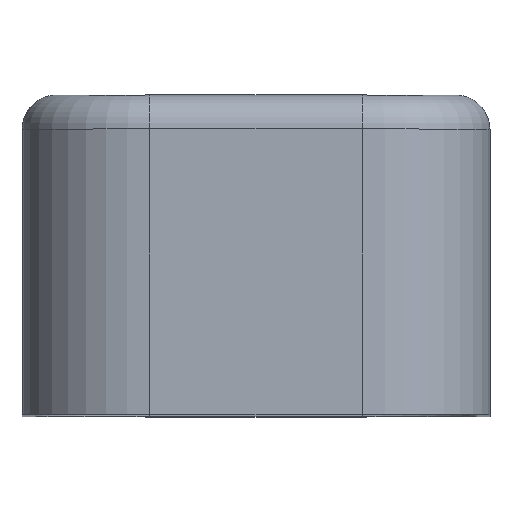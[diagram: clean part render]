
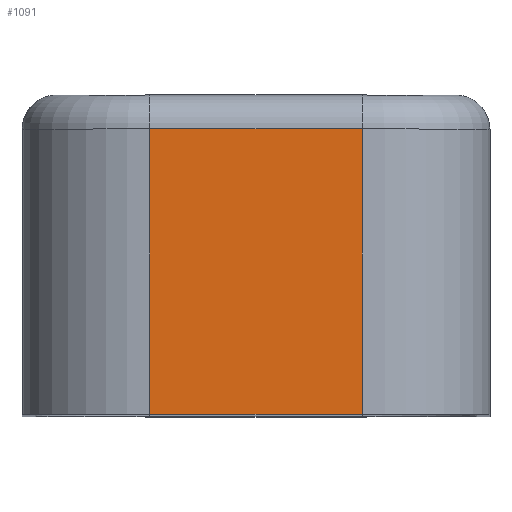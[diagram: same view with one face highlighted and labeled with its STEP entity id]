
A CAD part, top view. The second image highlights one B-rep face of the part: STEP entity #1091.
In plain terms, the highlighted planar face has unit normal (0, 0, 1).
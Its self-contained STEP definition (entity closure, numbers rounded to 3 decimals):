
#125 = CARTESIAN_POINT ( 'NONE',  ( -2.5, -0.8, 20. ) ) ;
#134 = CARTESIAN_POINT ( 'NONE',  ( -2.5, -7.5, 20. ) ) ;
#259 = VERTEX_POINT ( 'NONE', #1343 ) ;
#377 = DIRECTION ( 'NONE',  ( 0., -1., 0. ) ) ;
#500 = CARTESIAN_POINT ( 'NONE',  ( -2.5, -0.8, 20. ) ) ;
#525 = CARTESIAN_POINT ( 'NONE',  ( 2.5, -0.8, 20. ) ) ;
#593 = FACE_OUTER_BOUND ( 'NONE', #1155, .T. ) ;
#595 = EDGE_CURVE ( 'NONE', #1369, #2205, #1430, .T. ) ;
#720 = CARTESIAN_POINT ( 'NONE',  ( 2.5, 0., 20. ) ) ;
#749 = PLANE ( 'NONE',  #1353 ) ;
#844 = VECTOR ( 'NONE', #2396, 1000. ) ;
#931 = DIRECTION ( 'NONE',  ( 0., -1., 0. ) ) ;
#940 = EDGE_CURVE ( 'NONE', #1369, #2199, #2211, .T. ) ;
#958 = CARTESIAN_POINT ( 'NONE',  ( -2.5, 0., 20. ) ) ;
#1003 = ORIENTED_EDGE ( 'NONE', *, *, #1503, .F. ) ;
#1062 = ORIENTED_EDGE ( 'NONE', *, *, #940, .T. ) ;
#1091 = ADVANCED_FACE ( 'NONE', ( #593 ), #749, .T. ) ;
#1152 = LINE ( 'NONE', #720, #1516 ) ;
#1155 = EDGE_LOOP ( 'NONE', ( #1466, #1003, #1887, #1062 ) ) ;
#1280 = VECTOR ( 'NONE', #2003, 1000. ) ;
#1343 = CARTESIAN_POINT ( 'NONE',  ( 2.5, -7.5, 20. ) ) ;
#1353 = AXIS2_PLACEMENT_3D ( 'NONE', #958, #1897, #377 ) ;
#1369 = VERTEX_POINT ( 'NONE', #125 ) ;
#1430 = LINE ( 'NONE', #500, #1280 ) ;
#1466 = ORIENTED_EDGE ( 'NONE', *, *, #2108, .T. ) ;
#1503 = EDGE_CURVE ( 'NONE', #2205, #259, #1152, .T. ) ;
#1516 = VECTOR ( 'NONE', #931, 1000. ) ;
#1582 = LINE ( 'NONE', #2163, #2310 ) ;
#1605 = DIRECTION ( 'NONE',  ( 1., 0., 0. ) ) ;
#1647 = CARTESIAN_POINT ( 'NONE',  ( -2.5, 0., 20. ) ) ;
#1887 = ORIENTED_EDGE ( 'NONE', *, *, #595, .F. ) ;
#1897 = DIRECTION ( 'NONE',  ( 0., 0., 1. ) ) ;
#2003 = DIRECTION ( 'NONE',  ( 1., 0., 0. ) ) ;
#2108 = EDGE_CURVE ( 'NONE', #2199, #259, #1582, .T. ) ;
#2163 = CARTESIAN_POINT ( 'NONE',  ( -2.5, -7.5, 20. ) ) ;
#2199 = VERTEX_POINT ( 'NONE', #134 ) ;
#2205 = VERTEX_POINT ( 'NONE', #525 ) ;
#2211 = LINE ( 'NONE', #1647, #844 ) ;
#2310 = VECTOR ( 'NONE', #1605, 1000. ) ;
#2396 = DIRECTION ( 'NONE',  ( 0., -1., 0. ) ) ;
